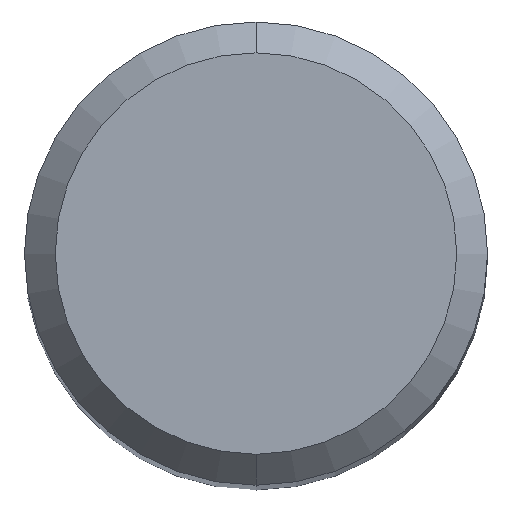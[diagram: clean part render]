
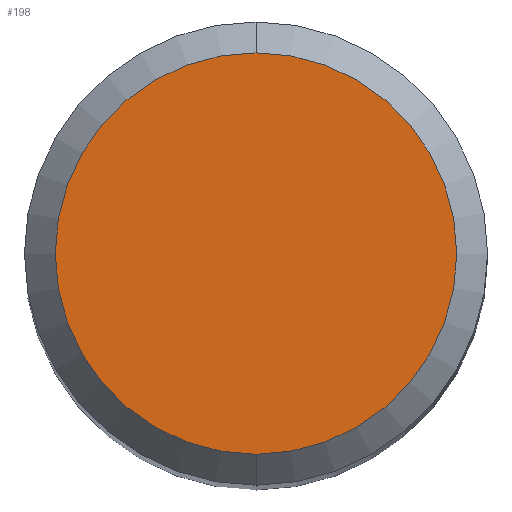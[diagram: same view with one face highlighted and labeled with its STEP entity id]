
A CAD part, top view. The second image highlights one B-rep face of the part: STEP entity #198.
In plain terms, the highlighted planar face has unit normal (0, 0, 1).
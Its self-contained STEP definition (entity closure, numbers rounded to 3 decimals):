
#106=VERTEX_POINT('',#260);
#198=ADVANCED_FACE('',(#365),#366,.T.);
#200=EDGE_CURVE('',#208,#106,#368,.T.);
#208=VERTEX_POINT('',#376);
#226=EDGE_CURVE('',#106,#208,#396,.T.);
#260=CARTESIAN_POINT('',(0.,-2.6,0.01));
#365=FACE_OUTER_BOUND('',#559,.T.);
#366=PLANE('',#560);
#368=CIRCLE('',#563,2.6);
#376=CARTESIAN_POINT('',(0.0,2.6,0.01));
#396=CIRCLE('',#595,2.6);
#559=EDGE_LOOP('',(#758,#759));
#560=AXIS2_PLACEMENT_3D('',#760,#761,#762);
#563=AXIS2_PLACEMENT_3D('',#763,#764,#765);
#595=AXIS2_PLACEMENT_3D('',#791,#792,#793);
#758=ORIENTED_EDGE('',*,*,#200,.F.);
#759=ORIENTED_EDGE('',*,*,#226,.F.);
#760=CARTESIAN_POINT('',(0.0,1.3,0.01));
#761=DIRECTION('',(-0.0,0.0,1.0));
#762=DIRECTION('',(0.0,-1.0,0.0));
#763=CARTESIAN_POINT('',(0.0,0.0,0.01));
#764=DIRECTION('',(0.0,0.0,-1.0));
#765=DIRECTION('',(0.0,1.0,0.0));
#791=CARTESIAN_POINT('',(0.0,0.0,0.01));
#792=DIRECTION('',(0.0,0.0,-1.0));
#793=DIRECTION('',(0.0,1.0,0.0));
